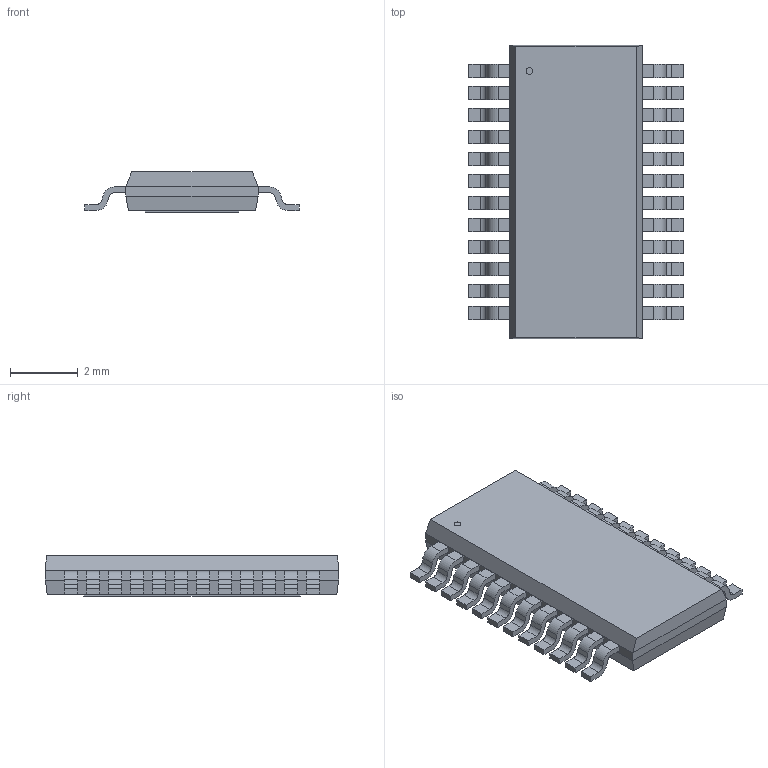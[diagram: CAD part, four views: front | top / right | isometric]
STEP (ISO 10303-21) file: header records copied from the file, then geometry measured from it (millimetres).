
FILE_DESCRIPTION(('STEP AP214'),'1');
FILE_NAME('PG-TSDSO-24-32','2020-08-26T06:10:45',(''),(''),'','','');
FILE_SCHEMA(('AUTOMOTIVE_DESIGN'));
Length unit declared in the file: millimetre
Products named in the file (1): product
Bounding box: 6.33 x 8.66 x 1.2 mm (x, y, z)
Volume: 41.1 mm3; surface area: 172.8 mm2
Topology: 27 solids, 27 shells, 359 faces, 907 edges, 602 vertices
Faces by surface type: plane 262, cylinder 97
Full cylindrical faces by diameter (mm): 0.196 x1
Entity records: 10280 total; most frequent: DIRECTION 1822, ORIENTED_EDGE 1812, CARTESIAN_POINT 1061, EDGE_CURVE 906, LINE 712, VECTOR 712, VERTEX_POINT 602, AXIS2_PLACEMENT_3D 555
